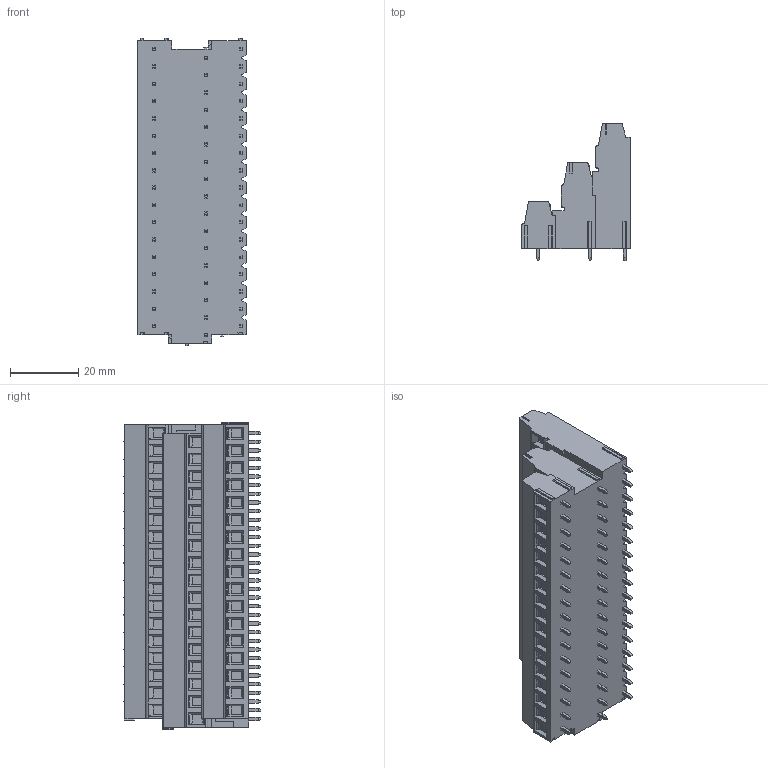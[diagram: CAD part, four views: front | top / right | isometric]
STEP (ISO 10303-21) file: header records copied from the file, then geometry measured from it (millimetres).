
FILE_DESCRIPTION((''),'2;1');
FILE_NAME('3L','2025-02-28T',('yanfa'),(''),'PRO/ENGINEER BY PARAMETRIC TECHNOLOGY CORPORATION, 2009280','PRO/ENGINEER BY PARAMETRIC TECHNOLOGY CORPORATION, 2009280','');
FILE_SCHEMA(('AUTOMOTIVE_DESIGN_CC2 { 1 2 10303 214 -1 1 5 2 }'));
Products named in the file (1): 3L
Bounding box: 31.8 x 40.3 x 90.1 mm (x, y, z)
Volume: 60268.3 mm3; surface area: 19100.1 mm2
Topology: 1 solids, 1 shells, 2503 faces, 6177 edges, 3830 vertices
Faces by surface type: plane 1616, cylinder 515, cone 204, torus 102, sphere 66
Entity records: 73619 total; most frequent: CARTESIAN_POINT 14380, ORIENTED_EDGE 12290, DIRECTION 12143, EDGE_CURVE 6145, VECTOR 4405, LINE 4405, AXIS2_PLACEMENT_3D 3869, VERTEX_POINT 3830
